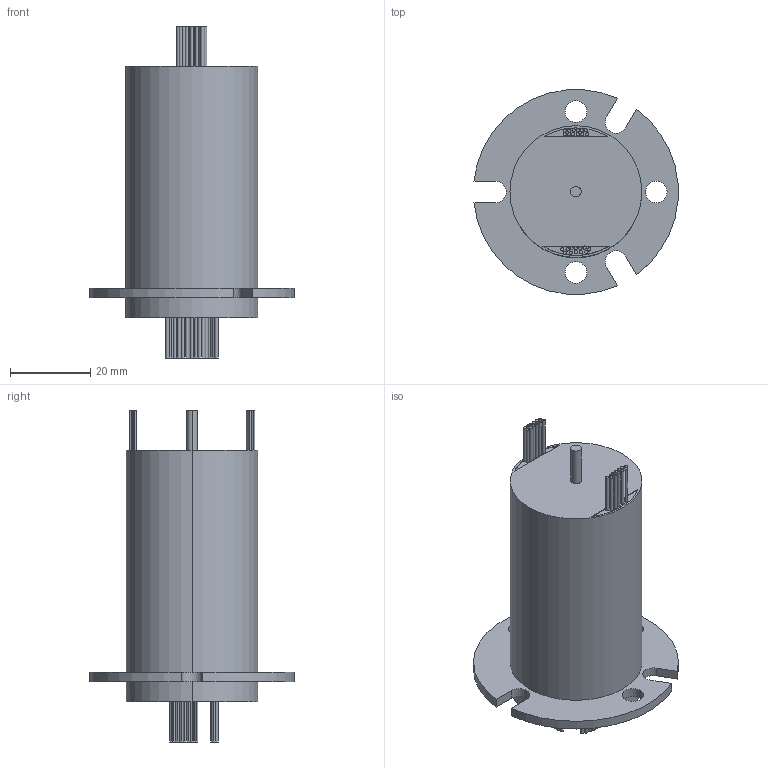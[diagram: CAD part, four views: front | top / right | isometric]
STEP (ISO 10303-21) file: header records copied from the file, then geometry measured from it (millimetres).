
FILE_DESCRIPTION (( 'STEP AP203' ), '1' );
FILE_NAME ('MSDI224.STEP', '2020-07-24T06:11:30', ( 'gongcheng1' ), ( '' ), 'SwSTEP 2.0', 'SolidWorks 2014', '' );
FILE_SCHEMA (( 'CONFIG_CONTROL_DESIGN' ));
Length unit declared in the file: millimetre
Products named in the file (1): MSDI224
Bounding box: 50.76 x 50.86 x 82.6 mm (x, y, z)
Volume: 55591 mm3; surface area: 11947.2 mm2
Topology: 47 solids, 47 shells, 252 faces, 443 edges, 294 vertices
Faces by surface type: cylinder 137, plane 115
Entity records: 6192 total; most frequent: DIRECTION 1229, CARTESIAN_POINT 990, ORIENTED_EDGE 886, AXIS2_PLACEMENT_3D 533, EDGE_CURVE 443, VERTEX_POINT 294, CIRCLE 280, EDGE_LOOP 267
